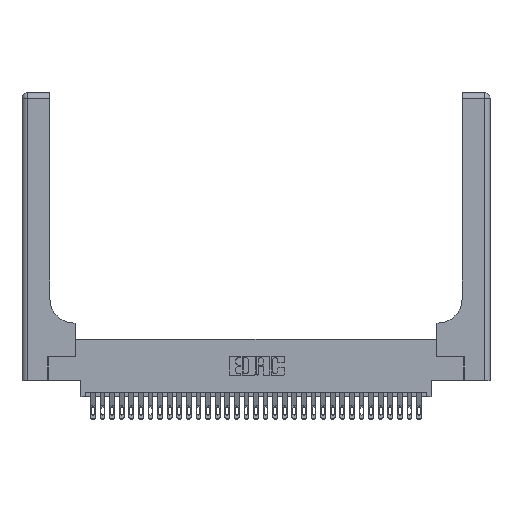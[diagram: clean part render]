
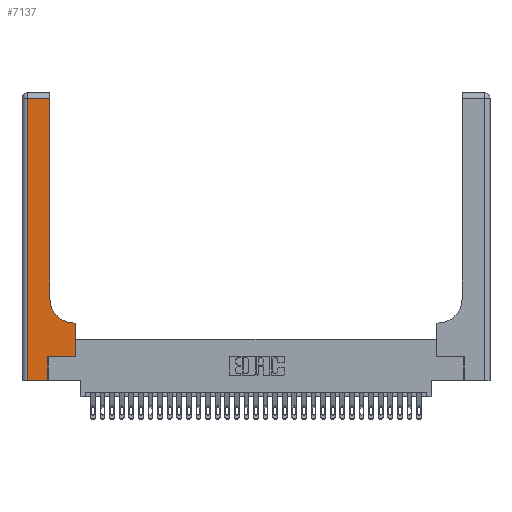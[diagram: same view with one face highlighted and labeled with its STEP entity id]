
A CAD part, top view. The second image highlights one B-rep face of the part: STEP entity #7137.
In plain terms, the highlighted planar face has unit normal (0, 0, 1).
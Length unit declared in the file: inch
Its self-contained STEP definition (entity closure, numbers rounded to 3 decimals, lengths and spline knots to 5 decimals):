
#382 = CARTESIAN_POINT ( 'NONE',  ( 0.5585, 0.6, 0.37 ) ) ;
#419 = ORIENTED_EDGE ( 'NONE', *, *, #25343, .T. ) ;
#647 = EDGE_CURVE ( 'NONE', #4400, #27092, #22593, .T. ) ;
#1631 = VECTOR ( 'NONE', #25845, 39.37008 ) ;
#1718 = ORIENTED_EDGE ( 'NONE', *, *, #25632, .T. ) ;
#2413 = DIRECTION ( 'NONE',  ( 1., 0., 0. ) ) ;
#2602 = VERTEX_POINT ( 'NONE', #14184 ) ;
#3001 = CARTESIAN_POINT ( 'NONE',  ( 0.2915, 3., 0.37 ) ) ;
#3283 = LINE ( 'NONE', #10233, #30476 ) ;
#3617 = VECTOR ( 'NONE', #16124, 39.37008 ) ;
#4162 = DIRECTION ( 'NONE',  ( 1., 0., 0. ) ) ;
#4292 = CIRCLE ( 'NONE', #13144, 0.25 ) ;
#4400 = VERTEX_POINT ( 'NONE', #31629 ) ;
#4473 = CARTESIAN_POINT ( 'NONE',  ( 0.5585, 0.25, 0.37 ) ) ;
#4614 = VERTEX_POINT ( 'NONE', #25657 ) ;
#5005 = CARTESIAN_POINT ( 'NONE',  ( 0.269, 0.25, 0.37 ) ) ;
#7137 = ADVANCED_FACE ( 'NONE', ( #10077 ), #11557, .F. ) ;
#7278 = LINE ( 'NONE', #27739, #7693 ) ;
#7693 = VECTOR ( 'NONE', #30150, 39.37008 ) ;
#7862 = ORIENTED_EDGE ( 'NONE', *, *, #24198, .T. ) ;
#7982 = VERTEX_POINT ( 'NONE', #8693 ) ;
#8693 = CARTESIAN_POINT ( 'NONE',  ( 0.5415, 0.6, 0.37 ) ) ;
#9490 = EDGE_CURVE ( 'NONE', #23330, #21040, #11738, .T. ) ;
#9543 = EDGE_CURVE ( 'NONE', #4614, #18057, #24439, .T. ) ;
#10077 = FACE_OUTER_BOUND ( 'NONE', #12081, .T. ) ;
#10233 = CARTESIAN_POINT ( 'NONE',  ( 0.5585, 0.25, 0.37 ) ) ;
#11493 = EDGE_CURVE ( 'NONE', #27092, #23330, #19803, .T. ) ;
#11557 = PLANE ( 'NONE',  #25707 ) ;
#11738 = LINE ( 'NONE', #25082, #14998 ) ;
#12081 = EDGE_LOOP ( 'NONE', ( #1718, #34026, #17531, #20199, #419, #21379, #7862, #22280, #19824 ) ) ;
#12961 = DIRECTION ( 'NONE',  ( 1., 0., 0. ) ) ;
#13144 = AXIS2_PLACEMENT_3D ( 'NONE', #26222, #29001, #2413 ) ;
#14184 = CARTESIAN_POINT ( 'NONE',  ( 0.2915, 0.85, 0.37 ) ) ;
#14998 = VECTOR ( 'NONE', #4162, 39.37008 ) ;
#14999 = DIRECTION ( 'NONE',  ( 0., 1., 0. ) ) ;
#16124 = DIRECTION ( 'NONE',  ( 0., 1., 0. ) ) ;
#16316 = CARTESIAN_POINT ( 'NONE',  ( 0.06, 3., 0.37 ) ) ;
#16402 = LINE ( 'NONE', #22898, #18441 ) ;
#16506 = VECTOR ( 'NONE', #26986, 39.37008 ) ;
#17062 = VECTOR ( 'NONE', #12961, 39.37008 ) ;
#17531 = ORIENTED_EDGE ( 'NONE', *, *, #11493, .T. ) ;
#18057 = VERTEX_POINT ( 'NONE', #4473 ) ;
#18441 = VECTOR ( 'NONE', #14999, 39.37008 ) ;
#19803 = LINE ( 'NONE', #16316, #16506 ) ;
#19824 = ORIENTED_EDGE ( 'NONE', *, *, #28484, .T. ) ;
#20199 = ORIENTED_EDGE ( 'NONE', *, *, #9490, .T. ) ;
#21040 = VERTEX_POINT ( 'NONE', #24657 ) ;
#21379 = ORIENTED_EDGE ( 'NONE', *, *, #9543, .T. ) ;
#22210 = CARTESIAN_POINT ( 'NONE',  ( 0., 3., 0.37 ) ) ;
#22280 = ORIENTED_EDGE ( 'NONE', *, *, #33421, .T. ) ;
#22593 = LINE ( 'NONE', #33473, #1631 ) ;
#22898 = CARTESIAN_POINT ( 'NONE',  ( 0.269, 0., 0.37 ) ) ;
#23330 = VERTEX_POINT ( 'NONE', #31584 ) ;
#24198 = EDGE_CURVE ( 'NONE', #18057, #24679, #3283, .T. ) ;
#24439 = LINE ( 'NONE', #5005, #17062 ) ;
#24657 = CARTESIAN_POINT ( 'NONE',  ( 0.269, 0., 0.37 ) ) ;
#24679 = VERTEX_POINT ( 'NONE', #382 ) ;
#24763 = DIRECTION ( 'NONE',  ( -1., 0., 0. ) ) ;
#25082 = CARTESIAN_POINT ( 'NONE',  ( 0., 0., 0.37 ) ) ;
#25343 = EDGE_CURVE ( 'NONE', #21040, #4614, #16402, .T. ) ;
#25632 = EDGE_CURVE ( 'NONE', #2602, #4400, #28335, .T. ) ;
#25657 = CARTESIAN_POINT ( 'NONE',  ( 0.269, 0.25, 0.37 ) ) ;
#25707 = AXIS2_PLACEMENT_3D ( 'NONE', #22210, #27787, #24763 ) ;
#25845 = DIRECTION ( 'NONE',  ( -1., 0., 0. ) ) ;
#26222 = CARTESIAN_POINT ( 'NONE',  ( 0.5415, 0.85, 0.37 ) ) ;
#26955 = CARTESIAN_POINT ( 'NONE',  ( 0.06, 2.94, 0.37 ) ) ;
#26986 = DIRECTION ( 'NONE',  ( 0., -1., 0. ) ) ;
#27092 = VERTEX_POINT ( 'NONE', #26955 ) ;
#27739 = CARTESIAN_POINT ( 'NONE',  ( 0.2915, 0.6, 0.37 ) ) ;
#27787 = DIRECTION ( 'NONE',  ( 0., 0., -1. ) ) ;
#28335 = LINE ( 'NONE', #3001, #3617 ) ;
#28484 = EDGE_CURVE ( 'NONE', #7982, #2602, #4292, .T. ) ;
#29001 = DIRECTION ( 'NONE',  ( 0., 0., -1. ) ) ;
#30150 = DIRECTION ( 'NONE',  ( -1., 0., 0. ) ) ;
#30476 = VECTOR ( 'NONE', #31398, 39.37008 ) ;
#31398 = DIRECTION ( 'NONE',  ( 0., 1., 0. ) ) ;
#31584 = CARTESIAN_POINT ( 'NONE',  ( 0.06, 0., 0.37 ) ) ;
#31629 = CARTESIAN_POINT ( 'NONE',  ( 0.2915, 2.94, 0.37 ) ) ;
#33421 = EDGE_CURVE ( 'NONE', #24679, #7982, #7278, .T. ) ;
#33473 = CARTESIAN_POINT ( 'NONE',  ( 0., 2.94, 0.37 ) ) ;
#34026 = ORIENTED_EDGE ( 'NONE', *, *, #647, .T. ) ;
